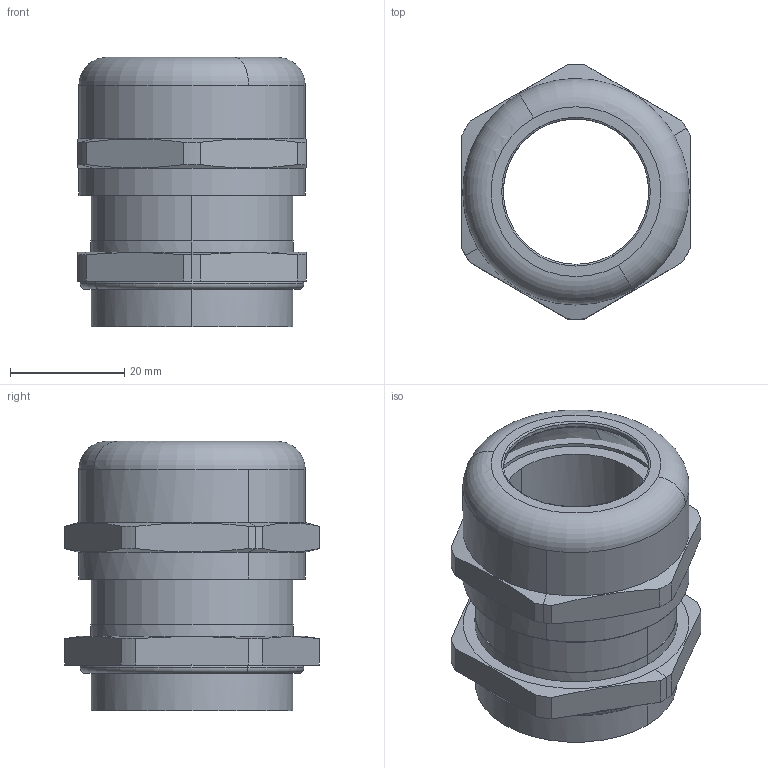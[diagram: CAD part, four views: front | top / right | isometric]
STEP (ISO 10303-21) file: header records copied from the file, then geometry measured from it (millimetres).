
FILE_DESCRIPTION(('CATIA V5R24 STEP','CAx-IF Rec.Pracs.--- Model Styling and Organization---1.2---2011-12-15'),'2;1');
FILE_NAME ('016440-2_2_1569120000_1569120000.stp','2018-03-28T07:42:41+00:00',('none'),('Weidmueller'),'CATIA Version 5-6 Release 2014 SP4 HF52','CATIA V5 STEP AP214','none');
FILE_SCHEMA(('AUTOMOTIVE_DESIGN { 1 0 10303 214 1 1 1 1 }'));
Length unit declared in the file: millimetre
Products named in the file (1): 65291_PG29
Bounding box: 40 x 44.61 x 47.16 mm (x, y, z)
Volume: 21602.9 mm3; surface area: 23313.9 mm2
Topology: 5 solids, 5 shells, 127 faces, 324 edges, 214 vertices
Faces by surface type: cylinder 62, plane 29, torus 18, cone 18
Entity records: 4238 total; most frequent: CARTESIAN_POINT 1234, ORIENTED_EDGE 648, DIRECTION 507, EDGE_CURVE 324, AXIS2_PLACEMENT_3D 290, VERTEX_POINT 214, CIRCLE 171, EDGE_LOOP 144
